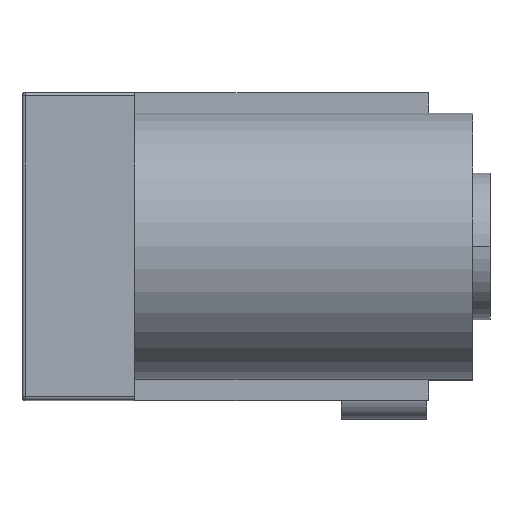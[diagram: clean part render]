
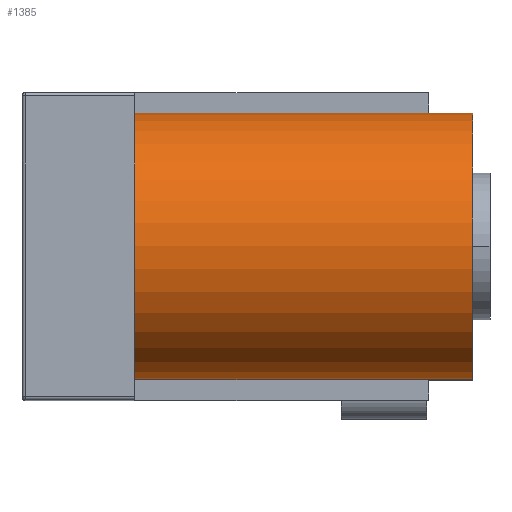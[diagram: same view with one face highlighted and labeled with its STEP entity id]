
A CAD part, top view. The second image highlights one B-rep face of the part: STEP entity #1385.
In plain terms, the highlighted cylindrical face has radius 3.9 mm (diameter 7.8 mm), a partial arc.
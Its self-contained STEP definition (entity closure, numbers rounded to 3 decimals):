
#1022 = VERTEX_POINT('',#1023);
#1023 = CARTESIAN_POINT('',(-1.3,3.9,0.));
#1045 = EDGE_CURVE('',#1022,#1046,#1048,.T.);
#1046 = VERTEX_POINT('',#1047);
#1047 = CARTESIAN_POINT('',(0.,3.9,0.));
#1048 = LINE('',#1049,#1050);
#1049 = CARTESIAN_POINT('',(-9.9,3.9,0.));
#1050 = VECTOR('',#1051,1.);
#1051 = DIRECTION('',(1.,0.,0.));
#1101 = EDGE_CURVE('',#1046,#1102,#1104,.T.);
#1102 = VERTEX_POINT('',#1103);
#1103 = CARTESIAN_POINT('',(0.,-3.9,0.));
#1104 = CIRCLE('',#1105,3.9);
#1105 = AXIS2_PLACEMENT_3D('',#1106,#1107,#1108);
#1106 = CARTESIAN_POINT('',(0.,0.,0.));
#1107 = DIRECTION('',(1.,-0.,0.));
#1108 = DIRECTION('',(0.,0.,-1.));
#1158 = EDGE_CURVE('',#1159,#1102,#1161,.T.);
#1159 = VERTEX_POINT('',#1160);
#1160 = CARTESIAN_POINT('',(-1.3,-3.9,0.));
#1161 = LINE('',#1162,#1163);
#1162 = CARTESIAN_POINT('',(-9.9,-3.9,0.));
#1163 = VECTOR('',#1164,1.);
#1164 = DIRECTION('',(1.,0.,0.));
#1365 = EDGE_CURVE('',#1366,#1022,#1368,.T.);
#1366 = VERTEX_POINT('',#1367);
#1367 = CARTESIAN_POINT('',(-9.9,3.9,0.));
#1368 = LINE('',#1369,#1370);
#1369 = CARTESIAN_POINT('',(-9.9,3.9,0.));
#1370 = VECTOR('',#1371,1.);
#1371 = DIRECTION('',(1.,0.,0.));
#1385 = ADVANCED_FACE('',(#1386),#1407,.T.);
#1386 = FACE_BOUND('',#1387,.T.);
#1387 = EDGE_LOOP('',(#1388,#1389,#1390,#1391,#1400,#1406));
#1388 = ORIENTED_EDGE('',*,*,#1101,.F.);
#1389 = ORIENTED_EDGE('',*,*,#1045,.F.);
#1390 = ORIENTED_EDGE('',*,*,#1365,.F.);
#1391 = ORIENTED_EDGE('',*,*,#1392,.T.);
#1392 = EDGE_CURVE('',#1366,#1393,#1395,.T.);
#1393 = VERTEX_POINT('',#1394);
#1394 = CARTESIAN_POINT('',(-9.9,-3.9,0.));
#1395 = CIRCLE('',#1396,3.9);
#1396 = AXIS2_PLACEMENT_3D('',#1397,#1398,#1399);
#1397 = CARTESIAN_POINT('',(-9.9,0.,0.));
#1398 = DIRECTION('',(1.,-0.,0.));
#1399 = DIRECTION('',(0.,0.,-1.));
#1400 = ORIENTED_EDGE('',*,*,#1401,.T.);
#1401 = EDGE_CURVE('',#1393,#1159,#1402,.T.);
#1402 = LINE('',#1403,#1404);
#1403 = CARTESIAN_POINT('',(-9.9,-3.9,0.));
#1404 = VECTOR('',#1405,1.);
#1405 = DIRECTION('',(1.,0.,0.));
#1406 = ORIENTED_EDGE('',*,*,#1158,.T.);
#1407 = CYLINDRICAL_SURFACE('',#1408,3.9);
#1408 = AXIS2_PLACEMENT_3D('',#1409,#1410,#1411);
#1409 = CARTESIAN_POINT('',(-9.9,0.,0.));
#1410 = DIRECTION('',(1.,0.,0.));
#1411 = DIRECTION('',(0.,0.,-1.));
